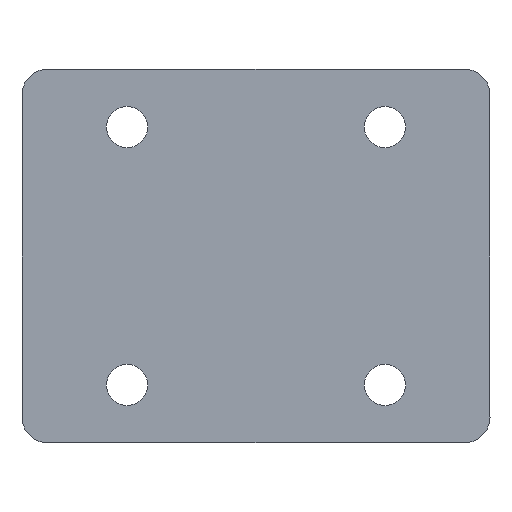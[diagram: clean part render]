
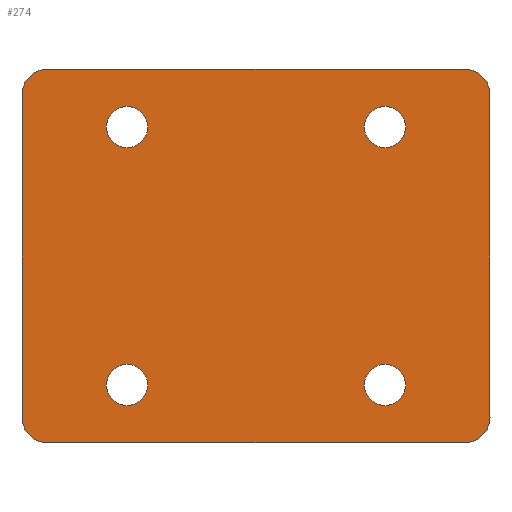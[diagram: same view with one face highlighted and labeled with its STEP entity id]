
A CAD part, left-side view. The second image highlights one B-rep face of the part: STEP entity #274.
In plain terms, the highlighted planar face has unit normal (-1, 0, 0).
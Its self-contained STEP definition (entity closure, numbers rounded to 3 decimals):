
#19=FACE_BOUND('',#61,.T.);
#20=FACE_BOUND('',#62,.T.);
#21=FACE_BOUND('',#63,.T.);
#22=FACE_BOUND('',#64,.T.);
#28=PLANE('',#318);
#42=FACE_OUTER_BOUND('',#60,.T.);
#60=EDGE_LOOP('',(#241,#242,#243,#244,#245,#246,#247,#248));
#61=EDGE_LOOP('',(#249));
#62=EDGE_LOOP('',(#250));
#63=EDGE_LOOP('',(#251));
#64=EDGE_LOOP('',(#252));
#69=LINE('',#416,#89);
#75=LINE('',#444,#95);
#78=LINE('',#452,#98);
#84=LINE('',#474,#104);
#89=VECTOR('',#333,10.);
#95=VECTOR('',#361,10.);
#98=VECTOR('',#370,10.);
#104=VECTOR('',#398,10.);
#106=CIRCLE('',#291,2.);
#114=CIRCLE('',#302,2.);
#115=CIRCLE('',#305,2.);
#116=CIRCLE('',#308,2.);
#117=CIRCLE('',#310,1.6);
#118=CIRCLE('',#312,1.6);
#119=CIRCLE('',#314,1.6);
#120=CIRCLE('',#316,1.6);
#123=VERTEX_POINT('',#406);
#124=VERTEX_POINT('',#408);
#126=VERTEX_POINT('',#414);
#136=VERTEX_POINT('',#438);
#137=VERTEX_POINT('',#442);
#138=VERTEX_POINT('',#446);
#139=VERTEX_POINT('',#450);
#140=VERTEX_POINT('',#454);
#141=VERTEX_POINT('',#458);
#142=VERTEX_POINT('',#462);
#143=VERTEX_POINT('',#466);
#144=VERTEX_POINT('',#470);
#147=EDGE_CURVE('',#123,#124,#106,.T.);
#151=EDGE_CURVE('',#126,#123,#69,.T.);
#163=EDGE_CURVE('',#136,#126,#114,.T.);
#165=EDGE_CURVE('',#136,#137,#75,.T.);
#167=EDGE_CURVE('',#138,#137,#115,.T.);
#169=EDGE_CURVE('',#138,#139,#78,.T.);
#171=EDGE_CURVE('',#140,#139,#116,.T.);
#173=EDGE_CURVE('',#141,#141,#117,.T.);
#175=EDGE_CURVE('',#142,#142,#118,.T.);
#177=EDGE_CURVE('',#143,#143,#119,.T.);
#179=EDGE_CURVE('',#144,#144,#120,.T.);
#180=EDGE_CURVE('',#124,#140,#84,.T.);
#241=ORIENTED_EDGE('',*,*,#147,.F.);
#242=ORIENTED_EDGE('',*,*,#151,.F.);
#243=ORIENTED_EDGE('',*,*,#163,.F.);
#244=ORIENTED_EDGE('',*,*,#165,.T.);
#245=ORIENTED_EDGE('',*,*,#167,.F.);
#246=ORIENTED_EDGE('',*,*,#169,.T.);
#247=ORIENTED_EDGE('',*,*,#171,.F.);
#248=ORIENTED_EDGE('',*,*,#180,.F.);
#249=ORIENTED_EDGE('',*,*,#173,.T.);
#250=ORIENTED_EDGE('',*,*,#175,.T.);
#251=ORIENTED_EDGE('',*,*,#179,.F.);
#252=ORIENTED_EDGE('',*,*,#177,.F.);
#274=ADVANCED_FACE('',(#42,#19,#20,#21,#22),#28,.F.);
#291=AXIS2_PLACEMENT_3D('',#409,#326,#327);
#302=AXIS2_PLACEMENT_3D('',#440,#356,#357);
#305=AXIS2_PLACEMENT_3D('',#448,#365,#366);
#308=AXIS2_PLACEMENT_3D('',#456,#374,#375);
#310=AXIS2_PLACEMENT_3D('',#460,#379,#380);
#312=AXIS2_PLACEMENT_3D('',#464,#384,#385);
#314=AXIS2_PLACEMENT_3D('',#468,#389,#390);
#316=AXIS2_PLACEMENT_3D('',#472,#394,#395);
#318=AXIS2_PLACEMENT_3D('',#475,#399,#400);
#326=DIRECTION('center_axis',(1.,0.,0.));
#327=DIRECTION('ref_axis',(0.,0.707,0.707));
#333=DIRECTION('',(0.,0.,1.));
#356=DIRECTION('center_axis',(1.,0.,0.));
#357=DIRECTION('ref_axis',(0.,0.707,-0.707));
#361=DIRECTION('',(0.,-1.,0.));
#365=DIRECTION('center_axis',(1.,0.,0.));
#366=DIRECTION('ref_axis',(0.,-0.707,-0.707));
#370=DIRECTION('',(0.,0.,1.));
#374=DIRECTION('center_axis',(1.,0.,0.));
#375=DIRECTION('ref_axis',(0.,-0.707,0.707));
#379=DIRECTION('center_axis',(1.,0.,0.));
#380=DIRECTION('ref_axis',(0.,-1.,0.));
#384=DIRECTION('center_axis',(1.,0.,0.));
#385=DIRECTION('ref_axis',(0.,-1.,0.));
#389=DIRECTION('center_axis',(-1.,0.,0.));
#390=DIRECTION('ref_axis',(0.,1.,0.));
#394=DIRECTION('center_axis',(-1.,0.,0.));
#395=DIRECTION('ref_axis',(0.,1.,0.));
#398=DIRECTION('',(0.,-1.,0.));
#399=DIRECTION('center_axis',(1.,0.,0.));
#400=DIRECTION('ref_axis',(0.,1.,0.));
#406=CARTESIAN_POINT('',(6.,18.15,77.5));
#408=CARTESIAN_POINT('',(6.,16.15,79.5));
#409=CARTESIAN_POINT('Origin',(6.,16.15,77.5));
#414=CARTESIAN_POINT('',(6.,18.15,52.5));
#416=CARTESIAN_POINT('',(6.,18.15,50.5));
#438=CARTESIAN_POINT('',(6.,16.15,50.5));
#440=CARTESIAN_POINT('Origin',(6.,16.15,52.5));
#442=CARTESIAN_POINT('',(6.,-16.15,50.5));
#444=CARTESIAN_POINT('',(6.,0.,50.5));
#446=CARTESIAN_POINT('',(6.,-18.15,52.5));
#448=CARTESIAN_POINT('Origin',(6.,-16.15,52.5));
#450=CARTESIAN_POINT('',(6.,-18.15,77.5));
#452=CARTESIAN_POINT('',(6.,-18.15,50.5));
#454=CARTESIAN_POINT('',(6.,-16.15,79.5));
#456=CARTESIAN_POINT('Origin',(6.,-16.15,77.5));
#458=CARTESIAN_POINT('',(6.,11.6,75.));
#460=CARTESIAN_POINT('Origin',(6.,10.,75.));
#462=CARTESIAN_POINT('',(6.,11.6,55.));
#464=CARTESIAN_POINT('Origin',(6.,10.,55.));
#466=CARTESIAN_POINT('',(6.,-11.6,75.));
#468=CARTESIAN_POINT('Origin',(6.,-10.,75.));
#470=CARTESIAN_POINT('',(6.,-11.6,55.));
#472=CARTESIAN_POINT('Origin',(6.,-10.,55.));
#474=CARTESIAN_POINT('',(6.,18.15,79.5));
#475=CARTESIAN_POINT('Origin',(6.,-9.075,65.));
